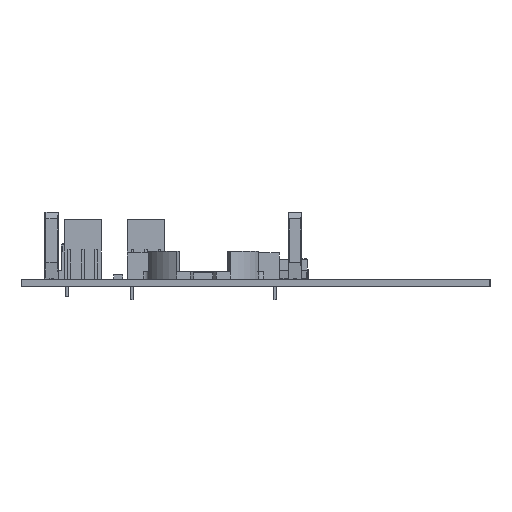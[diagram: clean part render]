
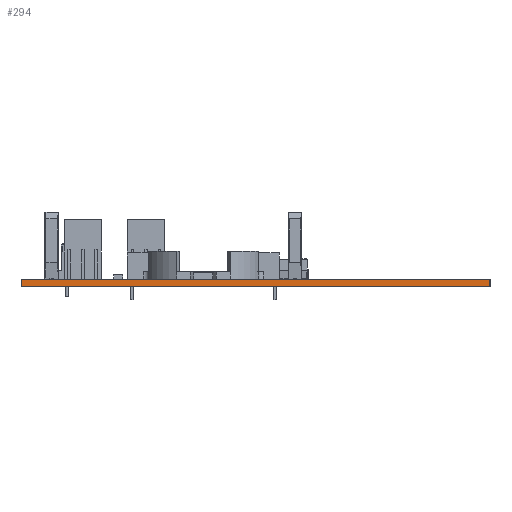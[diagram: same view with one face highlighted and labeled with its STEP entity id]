
A CAD part, left-side view. The second image highlights one B-rep face of the part: STEP entity #294.
In plain terms, the highlighted planar face has unit normal (-1, 0, 0).
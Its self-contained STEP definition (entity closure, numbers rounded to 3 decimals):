
#196 = EDGE_CURVE('',#197,#199,#201,.T.);
#197 = VERTEX_POINT('',#198);
#198 = CARTESIAN_POINT('',(29.337,38.862,-1.351)
  );
#199 = VERTEX_POINT('',#200);
#200 = CARTESIAN_POINT('',(29.337,38.862,0.));
#201 = LINE('',#202,#203);
#202 = CARTESIAN_POINT('',(29.337,38.862,-1.351)
  );
#203 = VECTOR('',#204,1.);
#204 = DIRECTION('',(0.,0.,1.));
#269 = VERTEX_POINT('',#270);
#270 = CARTESIAN_POINT('',(29.337,127.,0.));
#276 = EDGE_CURVE('',#277,#269,#279,.T.);
#277 = VERTEX_POINT('',#278);
#278 = CARTESIAN_POINT('',(29.337,127.,-1.351));
#279 = LINE('',#280,#281);
#280 = CARTESIAN_POINT('',(29.337,127.,-1.351));
#281 = VECTOR('',#282,1.);
#282 = DIRECTION('',(0.,0.,1.));
#294 = ADVANCED_FACE('',(#295),#311,.F.);
#295 = FACE_BOUND('',#296,.F.);
#296 = EDGE_LOOP('',(#297,#298,#304,#305));
#297 = ORIENTED_EDGE('',*,*,#276,.T.);
#298 = ORIENTED_EDGE('',*,*,#299,.T.);
#299 = EDGE_CURVE('',#269,#199,#300,.T.);
#300 = LINE('',#301,#302);
#301 = CARTESIAN_POINT('',(29.337,127.,0.));
#302 = VECTOR('',#303,1.);
#303 = DIRECTION('',(0.,-1.,0.));
#304 = ORIENTED_EDGE('',*,*,#196,.F.);
#305 = ORIENTED_EDGE('',*,*,#306,.F.);
#306 = EDGE_CURVE('',#277,#197,#307,.T.);
#307 = LINE('',#308,#309);
#308 = CARTESIAN_POINT('',(29.337,127.,-1.351));
#309 = VECTOR('',#310,1.);
#310 = DIRECTION('',(0.,-1.,0.));
#311 = PLANE('',#312);
#312 = AXIS2_PLACEMENT_3D('',#313,#314,#315);
#313 = CARTESIAN_POINT('',(29.337,127.,-1.351));
#314 = DIRECTION('',(1.,0.,0.));
#315 = DIRECTION('',(0.,-1.,0.));
